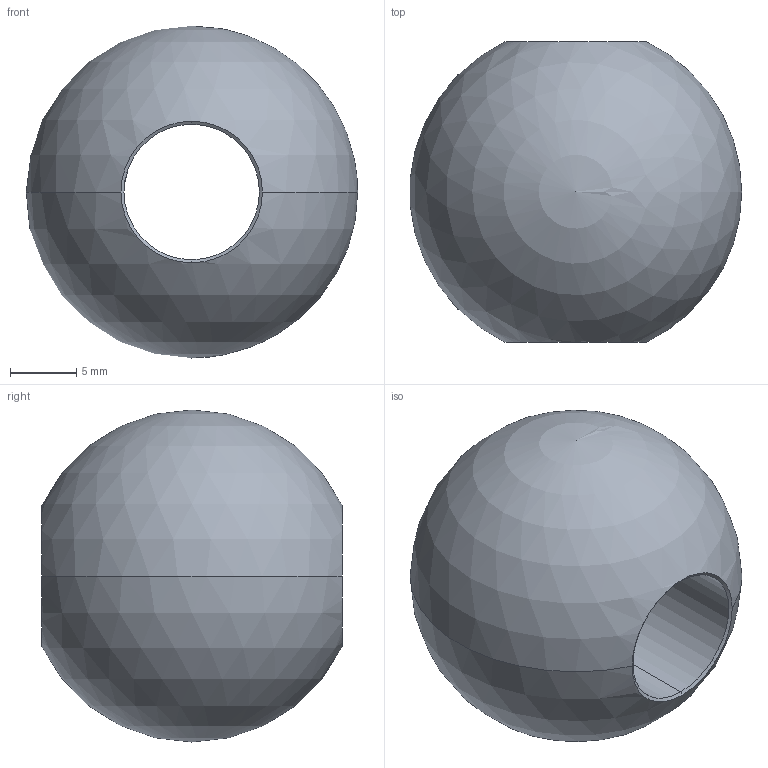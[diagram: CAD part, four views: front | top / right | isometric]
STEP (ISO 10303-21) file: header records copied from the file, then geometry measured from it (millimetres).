
FILE_DESCRIPTION (( 'STEP AP203' ), '1' );
FILE_NAME ('51025-240D10.step', '2019-03-29T10:52:02', ( '' ), ( '' ), 'SwSTEP 2.0', 'SolidWorks 2015', '' );
FILE_SCHEMA (( 'CONFIG_CONTROL_DESIGN' ));
Length unit declared in the file: millimetre
Products named in the file (1): 51025-240D10
Bounding box: 24.95 x 22.62 x 25 mm (x, y, z)
Volume: 6224 mm3; surface area: 2513.9 mm2
Topology: 1 solids, 1 shells, 259 faces, 694 edges, 461 vertices
Faces by surface type: plane 113, bspline 110, cylinder 30, cone 4, sphere 2
Entity records: 12769 total; most frequent: CARTESIAN_POINT 6964, ORIENTED_EDGE 1378, DIRECTION 851, EDGE_CURVE 689, VERTEX_POINT 458, LINE 335, VECTOR 335, EDGE_LOOP 287
